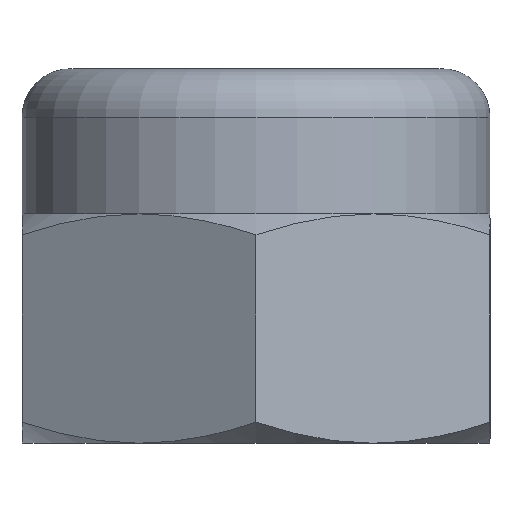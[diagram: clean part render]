
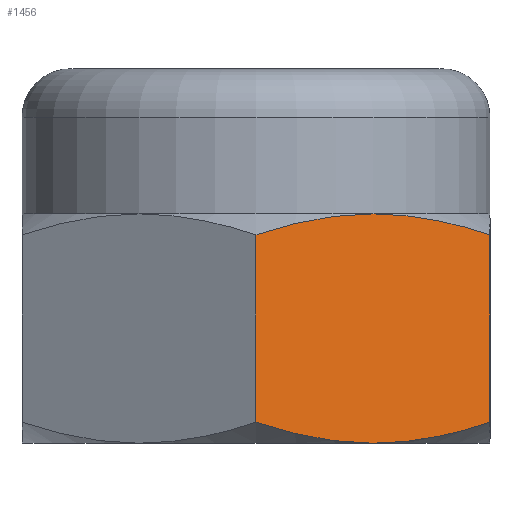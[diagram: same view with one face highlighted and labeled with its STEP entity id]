
A CAD part, front view. The second image highlights one B-rep face of the part: STEP entity #1456.
In plain terms, the highlighted planar face has unit normal (0.5, -0.866, 0).
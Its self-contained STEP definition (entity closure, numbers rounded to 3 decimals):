
#7 = FACE_OUTER_BOUND ( 'NONE', #28, .T. ) ;
#28 = EDGE_LOOP ( 'NONE', ( #1301, #1326, #42, #1683, #816, #1876 ) ) ;
#42 = ORIENTED_EDGE ( 'NONE', *, *, #532, .T. ) ;
#43 = EDGE_CURVE ( 'NONE', #104, #500, #1044, .T. ) ;
#59 = CARTESIAN_POINT ( 'NONE',  ( 2.288, -4.453, -4.9 ) ) ;
#84 = EDGE_CURVE ( 'NONE', #523, #734, #173, .T. ) ;
#104 = VERTEX_POINT ( 'NONE', #276 ) ;
#173 = B_SPLINE_CURVE_WITH_KNOTS ( 'NONE', 3,
 ( #426, #886, #1939, #1530 ),
 .UNSPECIFIED., .F., .F.,
 ( 4, 4 ),
 ( 0., 0.003 ),
 .UNSPECIFIED. ) ;
#247 = CARTESIAN_POINT ( 'NONE',  ( 0., -5.774, -0.447 ) ) ;
#276 = CARTESIAN_POINT ( 'NONE',  ( 0., -5.774, -4.453 ) ) ;
#323 = CARTESIAN_POINT ( 'NONE',  ( 2.075, -4.576, -4.889 ) ) ;
#346 = EDGE_CURVE ( 'NONE', #589, #973, #1082, .T. ) ;
#426 = CARTESIAN_POINT ( 'NONE',  ( 5., -2.887, -4.453 ) ) ;
#434 = CARTESIAN_POINT ( 'NONE',  ( 2.5, -4.33, -4.9 ) ) ;
#452 = CARTESIAN_POINT ( 'NONE',  ( 5., -2.887, -0.447 ) ) ;
#468 = VECTOR ( 'NONE', #569, 1000. ) ;
#480 = CARTESIAN_POINT ( 'NONE',  ( 0., -5.774, -4.453 ) ) ;
#496 = DIRECTION ( 'NONE',  ( 0., 0., 1. ) ) ;
#500 = VERTEX_POINT ( 'NONE', #247 ) ;
#523 = VERTEX_POINT ( 'NONE', #1797 ) ;
#532 = EDGE_CURVE ( 'NONE', #973, #500, #1573, .T. ) ;
#543 = CARTESIAN_POINT ( 'NONE',  ( 2.5, -4.33, 0. ) ) ;
#558 = CARTESIAN_POINT ( 'NONE',  ( 0., -5.774, -0.447 ) ) ;
#566 = CARTESIAN_POINT ( 'NONE',  ( 0.819, -5.3, -0.198 ) ) ;
#569 = DIRECTION ( 'NONE',  ( 0., 0., 1. ) ) ;
#589 = VERTEX_POINT ( 'NONE', #452 ) ;
#705 = CARTESIAN_POINT ( 'NONE',  ( 2.288, -4.453, 0. ) ) ;
#734 = VERTEX_POINT ( 'NONE', #434 ) ;
#795 = PLANE ( 'NONE',  #1682 ) ;
#802 = CARTESIAN_POINT ( 'NONE',  ( 0.408, -5.538, -4.589 ) ) ;
#816 = ORIENTED_EDGE ( 'NONE', *, *, #1494, .F. ) ;
#886 = CARTESIAN_POINT ( 'NONE',  ( 4.182, -3.359, -4.726 ) ) ;
#923 = B_SPLINE_CURVE_WITH_KNOTS ( 'NONE', 3,
 ( #1872, #59, #323, #1577, #1128, #1412, #802, #480 ),
 .UNSPECIFIED., .F., .F.,
 ( 4, 2, 2, 4 ),
 ( 0.003, 0.004, 0.004, 0.006 ),
 .UNSPECIFIED. ) ;
#952 = DIRECTION ( 'NONE',  ( 0.5, -0.866, 0. ) ) ;
#968 = CARTESIAN_POINT ( 'NONE',  ( 2.5, -4.33, 0. ) ) ;
#973 = VERTEX_POINT ( 'NONE', #1476 ) ;
#1022 = EDGE_CURVE ( 'NONE', #523, #589, #1102, .T. ) ;
#1033 = CARTESIAN_POINT ( 'NONE',  ( 1.653, -4.819, -0.051 ) ) ;
#1040 = CARTESIAN_POINT ( 'NONE',  ( 2.075, -4.576, -0.011 ) ) ;
#1044 = LINE ( 'NONE', #1274, #1552 ) ;
#1082 = B_SPLINE_CURVE_WITH_KNOTS ( 'NONE', 3,
 ( #1741, #1578, #1266, #968 ),
 .UNSPECIFIED., .F., .F.,
 ( 4, 4 ),
 ( 0., 0.003 ),
 .UNSPECIFIED. ) ;
#1102 = LINE ( 'NONE', #1505, #468 ) ;
#1128 = CARTESIAN_POINT ( 'NONE',  ( 1.444, -4.94, -4.818 ) ) ;
#1266 = CARTESIAN_POINT ( 'NONE',  ( 3.352, -3.838, 0. ) ) ;
#1274 = CARTESIAN_POINT ( 'NONE',  ( 0., -5.774, -4.9 ) ) ;
#1301 = ORIENTED_EDGE ( 'NONE', *, *, #1022, .T. ) ;
#1326 = ORIENTED_EDGE ( 'NONE', *, *, #346, .T. ) ;
#1412 = CARTESIAN_POINT ( 'NONE',  ( 0.819, -5.3, -4.702 ) ) ;
#1434 = DIRECTION ( 'NONE',  ( 0.866, 0.5, 0. ) ) ;
#1456 = ADVANCED_FACE ( 'NONE', ( #7 ), #795, .T. ) ;
#1476 = CARTESIAN_POINT ( 'NONE',  ( 2.5, -4.33, 0. ) ) ;
#1494 = EDGE_CURVE ( 'NONE', #734, #104, #923, .T. ) ;
#1505 = CARTESIAN_POINT ( 'NONE',  ( 5., -2.887, -4.9 ) ) ;
#1530 = CARTESIAN_POINT ( 'NONE',  ( 2.5, -4.33, -4.9 ) ) ;
#1552 = VECTOR ( 'NONE', #496, 1000. ) ;
#1573 = B_SPLINE_CURVE_WITH_KNOTS ( 'NONE', 3,
 ( #543, #705, #1040, #1033, #1934, #566, #1651, #558 ),
 .UNSPECIFIED., .F., .F.,
 ( 4, 2, 2, 4 ),
 ( 0.003, 0.004, 0.004, 0.006 ),
 .UNSPECIFIED. ) ;
#1577 = CARTESIAN_POINT ( 'NONE',  ( 1.653, -4.819, -4.849 ) ) ;
#1578 = CARTESIAN_POINT ( 'NONE',  ( 4.182, -3.359, -0.174 ) ) ;
#1651 = CARTESIAN_POINT ( 'NONE',  ( 0.408, -5.538, -0.311 ) ) ;
#1682 = AXIS2_PLACEMENT_3D ( 'NONE', #1859, #952, #1434 ) ;
#1683 = ORIENTED_EDGE ( 'NONE', *, *, #43, .F. ) ;
#1741 = CARTESIAN_POINT ( 'NONE',  ( 5., -2.887, -0.447 ) ) ;
#1797 = CARTESIAN_POINT ( 'NONE',  ( 5., -2.887, -4.453 ) ) ;
#1859 = CARTESIAN_POINT ( 'NONE',  ( 0., -5.774, -4.9 ) ) ;
#1872 = CARTESIAN_POINT ( 'NONE',  ( 2.5, -4.33, -4.9 ) ) ;
#1876 = ORIENTED_EDGE ( 'NONE', *, *, #84, .F. ) ;
#1934 = CARTESIAN_POINT ( 'NONE',  ( 1.444, -4.94, -0.082 ) ) ;
#1939 = CARTESIAN_POINT ( 'NONE',  ( 3.352, -3.838, -4.9 ) ) ;
